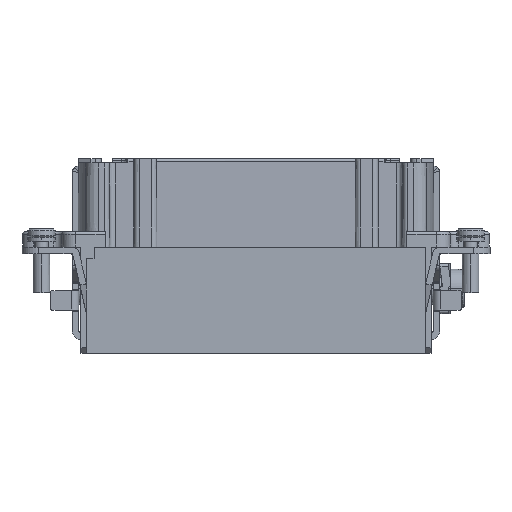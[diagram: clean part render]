
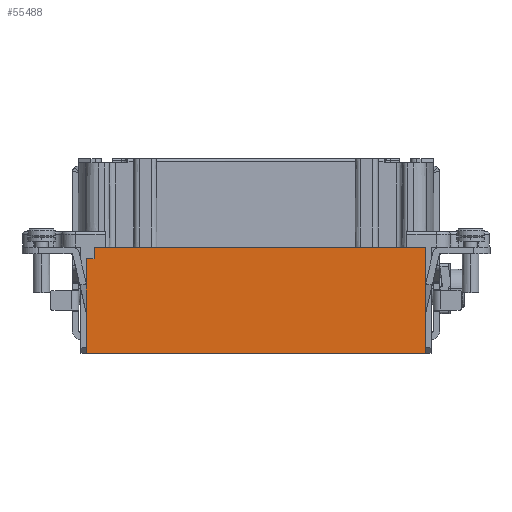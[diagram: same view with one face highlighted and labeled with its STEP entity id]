
A CAD part, left-side view. The second image highlights one B-rep face of the part: STEP entity #55488.
In plain terms, the highlighted planar face has unit normal (-1, 0, 0).
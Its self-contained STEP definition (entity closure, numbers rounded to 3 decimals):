
#927=DIRECTION('',(0.,-1.,0.));
#928=VECTOR('',#927,59.887);
#929=CARTESIAN_POINT('',(-16.95,29.237,-2.7));
#930=LINE('',#929,#928);
#5286=DIRECTION('',(0.,1.,0.));
#5287=VECTOR('',#5286,0.01);
#5288=CARTESIAN_POINT('',(-16.95,29.237,-4.7));
#5289=LINE('',#5288,#5287);
#5290=DIRECTION('',(0.,0.,1.));
#5291=VECTOR('',#5290,2.);
#5292=CARTESIAN_POINT('',(-16.95,29.237,-4.7));
#5293=LINE('',#5292,#5291);
#5294=DIRECTION('',(0.,-0.005,1.));
#5295=VECTOR('',#5294,0.1);
#5296=CARTESIAN_POINT('',(-16.95,29.248,-4.8));
#5297=LINE('',#5296,#5295);
#5302=DIRECTION('',(0.,0.,1.));
#5303=VECTOR('',#5302,19.2);
#5304=CARTESIAN_POINT('',(-16.95,-30.65,-21.9));
#5305=LINE('',#5304,#5303);
#8850=DIRECTION('',(0.,1.,0.));
#8851=VECTOR('',#8850,1.402);
#8852=CARTESIAN_POINT('',(-16.95,29.248,-4.8));
#8853=LINE('',#8852,#8851);
#9042=DIRECTION('',(0.,1.,0.));
#9043=VECTOR('',#9042,61.3);
#9044=CARTESIAN_POINT('',(-16.95,-30.65,-21.9));
#9045=LINE('',#9044,#9043);
#13474=DIRECTION('',(0.,0.,-1.));
#13475=VECTOR('',#13474,17.1);
#13476=CARTESIAN_POINT('',(-16.95,30.65,-4.8));
#13477=LINE('',#13476,#13475);
#43329=CARTESIAN_POINT('',(-16.95,-30.65,-21.9));
#43330=CARTESIAN_POINT('',(-16.95,30.65,-21.9));
#43331=VERTEX_POINT('',#43329);
#43332=VERTEX_POINT('',#43330);
#43391=CARTESIAN_POINT('',(-16.95,29.248,-4.8));
#43392=VERTEX_POINT('',#43391);
#43703=CARTESIAN_POINT('',(-16.95,29.247,-4.7));
#43704=VERTEX_POINT('',#43703);
#43709=CARTESIAN_POINT('',(-16.95,30.65,-4.8));
#43710=VERTEX_POINT('',#43709);
#43713=CARTESIAN_POINT('',(-16.95,29.237,-2.7));
#43714=CARTESIAN_POINT('',(-16.95,-30.65,-2.7));
#43715=VERTEX_POINT('',#43713);
#43716=VERTEX_POINT('',#43714);
#43726=CARTESIAN_POINT('',(-16.95,29.237,-4.7));
#43728=VERTEX_POINT('',#43726);
#55468=CARTESIAN_POINT('',(-16.95,27.3,-2.7));
#55469=DIRECTION('',(1.,0.,0.));
#55470=DIRECTION('',(0.,1.,0.));
#55471=AXIS2_PLACEMENT_3D('',#55468,#55469,#55470);
#55472=PLANE('',#55471);
#55473=ORIENTED_EDGE('',*,*,#55461,.F.);
#55474=ORIENTED_EDGE('',*,*,#55450,.T.);
#55475=ORIENTED_EDGE('',*,*,#53097,.T.);
#55477=ORIENTED_EDGE('',*,*,#55476,.F.);
#55479=ORIENTED_EDGE('',*,*,#55478,.T.);
#55481=ORIENTED_EDGE('',*,*,#55480,.F.);
#55483=ORIENTED_EDGE('',*,*,#55482,.F.);
#55485=ORIENTED_EDGE('',*,*,#55484,.T.);
#55486=EDGE_LOOP('',(#55473,#55474,#55475,#55477,#55479,#55481,#55483,#55485));
#55487=FACE_OUTER_BOUND('',#55486,.F.);
#55488=ADVANCED_FACE('',(#55487),#55472,.F.);
#53097=EDGE_CURVE('',#43715,#43716,#930,.T.);
#55450=EDGE_CURVE('',#43728,#43715,#5293,.T.);
#55461=EDGE_CURVE('',#43728,#43704,#5289,.T.);
#55476=EDGE_CURVE('',#43331,#43716,#5305,.T.);
#55478=EDGE_CURVE('',#43331,#43332,#9045,.T.);
#55480=EDGE_CURVE('',#43710,#43332,#13477,.T.);
#55482=EDGE_CURVE('',#43392,#43710,#8853,.T.);
#55484=EDGE_CURVE('',#43392,#43704,#5297,.T.);
